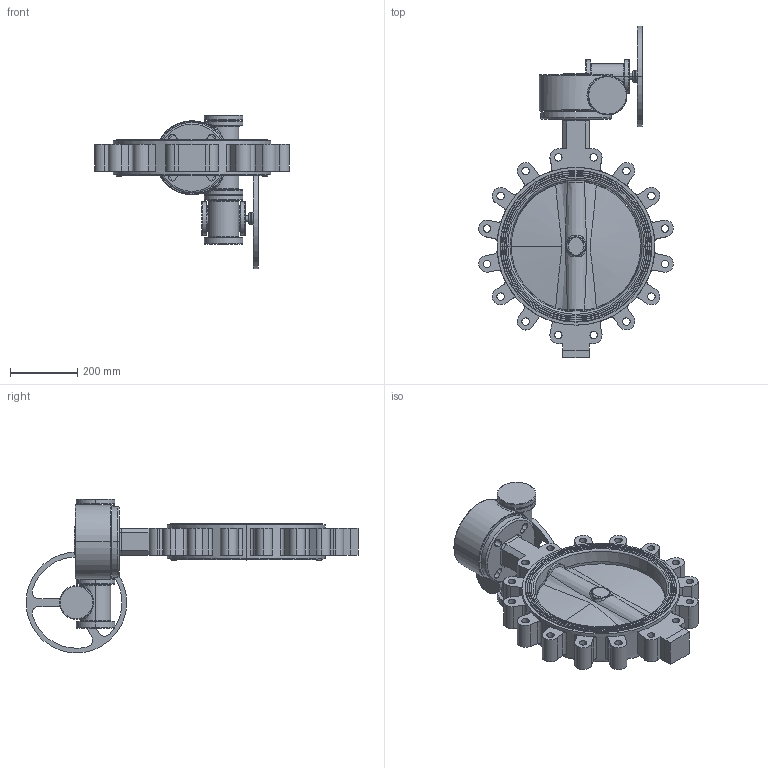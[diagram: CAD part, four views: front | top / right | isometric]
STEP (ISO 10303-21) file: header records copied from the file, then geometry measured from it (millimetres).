
FILE_DESCRIPTION (( 'STEP AP214' ), '1' );
FILE_NAME ('NS-1600-LUG-GEAR.step', '2019-03-07T20:59:03', ( '' ), ( '' ), 'SwSTEP 2.0', 'SolidWorks 2019', '' );
FILE_SCHEMA (( 'AUTOMOTIVE_DESIGN' ));
Length unit declared in the file: inch
Products named in the file (1): NS-1600-LUG-GEAR
Bounding box: 579.42 x 988.62 x 458 mm (x, y, z)
Surface area: 1432617.7 mm2 (no closed solid volume)
Topology: 0 solids, 12 shells, 451 faces, 1234 edges, 794 vertices
Faces by surface type: cylinder 190, plane 116, torus 72, bspline 47, cone 22, sphere 4
Entity records: 34595 total; most frequent: CARTESIAN_POINT 17356, DIRECTION 2479, ORIENTED_EDGE 2269, EDGE_CURVE 1221, AXIS2_PLACEMENT_3D 1046, VERTEX_POINT 792, CIRCLE 641, EDGE_LOOP 538
